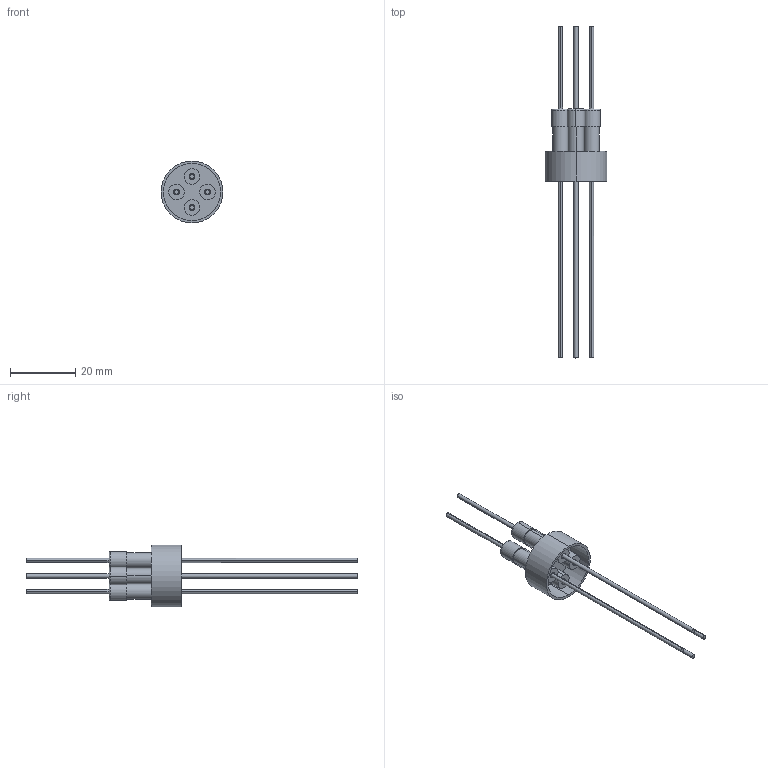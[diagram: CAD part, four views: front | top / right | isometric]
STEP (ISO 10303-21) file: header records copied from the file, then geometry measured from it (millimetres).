
FILE_DESCRIPTION (( 'STEP AP203' ), '1' );
FILE_NAME ('A0268-3-W.STEP', '2013-05-28T11:37:04', ( '' ), ( '' ), 'SwSTEP 2.0', 'SolidWorks 2012', '' );
FILE_SCHEMA (( 'CONFIG_CONTROL_DESIGN' ));
Length unit declared in the file: inch
Products named in the file (1): A0268-3-W
Bounding box: 18.97 x 101.6 x 18.97 mm (x, y, z)
Volume: 2377.5 mm3; surface area: 4930.9 mm2
Topology: 1 solids, 1 shells, 111 faces, 228 edges, 144 vertices
Faces by surface type: cylinder 60, plane 27, cone 16, torus 8
Entity records: 3061 total; most frequent: DIRECTION 604, CARTESIAN_POINT 484, ORIENTED_EDGE 456, AXIS2_PLACEMENT_3D 264, EDGE_CURVE 228, CIRCLE 152, VERTEX_POINT 144, EDGE_LOOP 136
